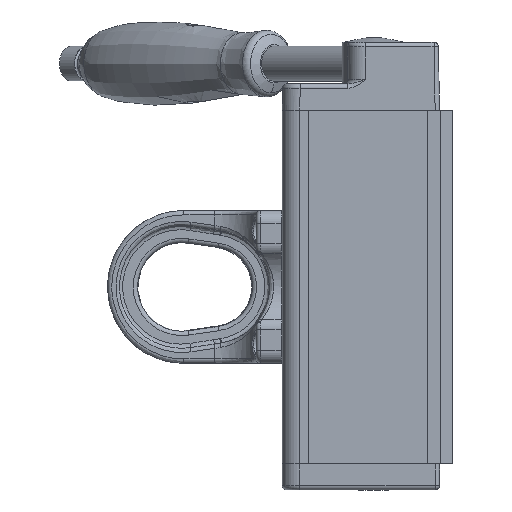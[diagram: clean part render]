
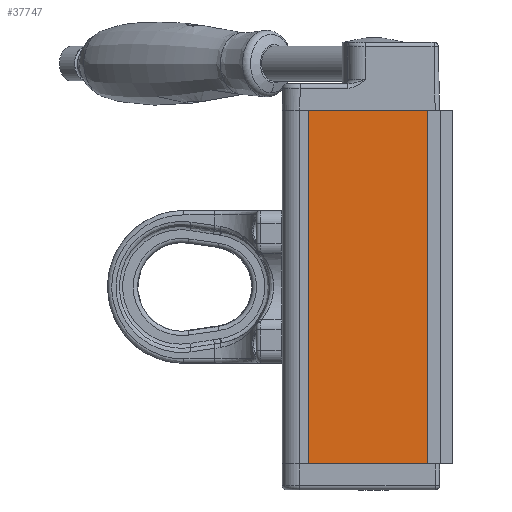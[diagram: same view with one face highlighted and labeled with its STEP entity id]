
A CAD part, left-side view. The second image highlights one B-rep face of the part: STEP entity #37747.
In plain terms, the highlighted planar face has unit normal (-1, 0, 0).
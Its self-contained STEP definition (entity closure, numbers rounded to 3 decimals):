
#3340=PLANE('',#41669);
#5750=FACE_OUTER_BOUND('',#8392,.T.);
#8392=EDGE_LOOP('',(#34809,#34810,#34811,#34812));
#11006=LINE('',#137248,#13632);
#11009=LINE('',#137254,#13635);
#11010=LINE('',#137256,#13636);
#11011=LINE('',#137257,#13637);
#13632=VECTOR('',#51945,1000.);
#13635=VECTOR('',#51950,1000.);
#13636=VECTOR('',#51951,1000.);
#13637=VECTOR('',#51952,1000.);
#18617=VERTEX_POINT('',#137245);
#18618=VERTEX_POINT('',#137247);
#18620=VERTEX_POINT('',#137253);
#18621=VERTEX_POINT('',#137255);
#24016=EDGE_CURVE('',#18617,#18618,#11006,.T.);
#24019=EDGE_CURVE('',#18620,#18617,#11009,.T.);
#24020=EDGE_CURVE('',#18620,#18621,#11010,.T.);
#24021=EDGE_CURVE('',#18621,#18618,#11011,.T.);
#34809=ORIENTED_EDGE('',*,*,#24019,.F.);
#34810=ORIENTED_EDGE('',*,*,#24020,.T.);
#34811=ORIENTED_EDGE('',*,*,#24021,.T.);
#34812=ORIENTED_EDGE('',*,*,#24016,.F.);
#37747=ADVANCED_FACE('',(#5750),#3340,.T.);
#41669=AXIS2_PLACEMENT_3D('',#137252,#51948,#51949);
#51945=DIRECTION('',(0.,-1.,0.));
#51948=DIRECTION('center_axis',(-1.,0.,0.));
#51949=DIRECTION('ref_axis',(0.,-1.,0.));
#51950=DIRECTION('',(0.,0.,1.));
#51951=DIRECTION('',(0.,-1.,0.));
#51952=DIRECTION('',(0.,0.,1.));
#137245=CARTESIAN_POINT('',(-27.065,31.576,81.));
#137247=CARTESIAN_POINT('',(-27.065,-23.058,81.));
#137248=CARTESIAN_POINT('',(-27.065,-23.058,81.));
#137252=CARTESIAN_POINT('Origin',(-27.065,-23.058,-137.386));
#137253=CARTESIAN_POINT('',(-27.065,31.576,-81.));
#137254=CARTESIAN_POINT('',(-27.065,31.576,-137.386));
#137255=CARTESIAN_POINT('',(-27.065,-23.058,-81.));
#137256=CARTESIAN_POINT('',(-27.065,-23.058,-81.));
#137257=CARTESIAN_POINT('',(-27.065,-23.058,-137.386));
